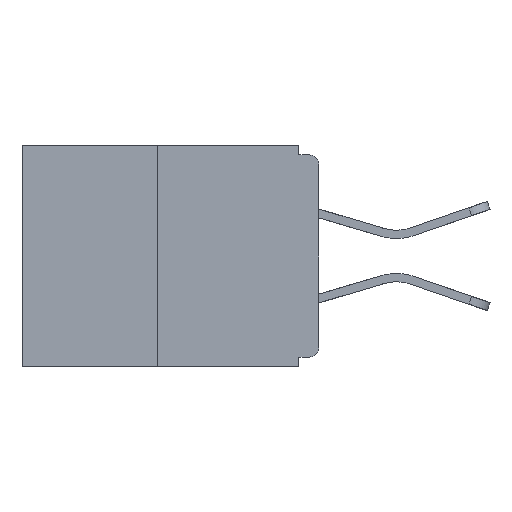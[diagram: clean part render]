
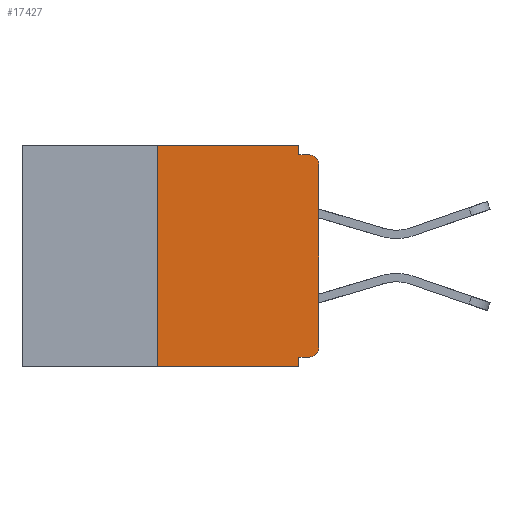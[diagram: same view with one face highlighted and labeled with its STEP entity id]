
A CAD part, left-side view. The second image highlights one B-rep face of the part: STEP entity #17427.
In plain terms, the highlighted planar face has unit normal (-1, 0, 0).
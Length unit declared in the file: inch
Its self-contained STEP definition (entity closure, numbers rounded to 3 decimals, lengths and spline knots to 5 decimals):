
#140 = LINE ( 'NONE', #4202, #22890 ) ;
#1458 = ORIENTED_EDGE ( 'NONE', *, *, #19092, .T. ) ;
#1482 = LINE ( 'NONE', #17740, #4864 ) ;
#1820 = DIRECTION ( 'NONE',  ( 0., 0., -1. ) ) ;
#1994 = VERTEX_POINT ( 'NONE', #15467 ) ;
#2088 = VECTOR ( 'NONE', #4632, 39.37008 ) ;
#2926 = VERTEX_POINT ( 'NONE', #6271 ) ;
#2992 = LINE ( 'NONE', #18869, #17565 ) ;
#3538 = DIRECTION ( 'NONE',  ( 0., 1., 0. ) ) ;
#3553 = DIRECTION ( 'NONE',  ( 1., 0., 0. ) ) ;
#3791 = LINE ( 'NONE', #19226, #2088 ) ;
#4080 = CARTESIAN_POINT ( 'NONE',  ( 0., 0.015, -0.328 ) ) ;
#4202 = CARTESIAN_POINT ( 'NONE',  ( 0., 0.46, -0.343 ) ) ;
#4443 = CARTESIAN_POINT ( 'NONE',  ( 0., 0.031, -0.343 ) ) ;
#4632 = DIRECTION ( 'NONE',  ( 0., 0., -1. ) ) ;
#4778 = EDGE_CURVE ( 'NONE', #7152, #10043, #12616, .T. ) ;
#4864 = VECTOR ( 'NONE', #8819, 39.37008 ) ;
#5200 = DIRECTION ( 'NONE',  ( -1., 0., 0. ) ) ;
#5351 = VERTEX_POINT ( 'NONE', #17962 ) ;
#5491 = DIRECTION ( 'NONE',  ( 0., 0., -1. ) ) ;
#5573 = LINE ( 'NONE', #7405, #6984 ) ;
#5695 = ORIENTED_EDGE ( 'NONE', *, *, #21616, .F. ) ;
#6191 = ORIENTED_EDGE ( 'NONE', *, *, #7548, .T. ) ;
#6271 = CARTESIAN_POINT ( 'NONE',  ( 0., 0.25, -0.343 ) ) ;
#6480 = VERTEX_POINT ( 'NONE', #4080 ) ;
#6583 = ORIENTED_EDGE ( 'NONE', *, *, #10209, .F. ) ;
#6869 = FACE_OUTER_BOUND ( 'NONE', #19680, .T. ) ;
#6984 = VECTOR ( 'NONE', #15473, 39.37008 ) ;
#7057 = LINE ( 'NONE', #10452, #20814 ) ;
#7152 = VERTEX_POINT ( 'NONE', #21477 ) ;
#7405 = CARTESIAN_POINT ( 'NONE',  ( 0., 0., 0. ) ) ;
#7548 = EDGE_CURVE ( 'NONE', #2926, #10893, #140, .T. ) ;
#7889 = DIRECTION ( 'NONE',  ( 0., -1., 0. ) ) ;
#8321 = CARTESIAN_POINT ( 'NONE',  ( 0., 0., -0.015 ) ) ;
#8455 = CIRCLE ( 'NONE', #10254, 0.015 ) ;
#8819 = DIRECTION ( 'NONE',  ( 0., -1., 0. ) ) ;
#8838 = CARTESIAN_POINT ( 'NONE',  ( 0., 0.015, -0.03 ) ) ;
#9257 = CARTESIAN_POINT ( 'NONE',  ( 0., 0., -0.313 ) ) ;
#9875 = ORIENTED_EDGE ( 'NONE', *, *, #4778, .T. ) ;
#10043 = VERTEX_POINT ( 'NONE', #18097 ) ;
#10104 = ORIENTED_EDGE ( 'NONE', *, *, #17937, .F. ) ;
#10209 = EDGE_CURVE ( 'NONE', #6480, #18270, #7057, .T. ) ;
#10236 = CARTESIAN_POINT ( 'NONE',  ( 0., 0.031, -0.015 ) ) ;
#10254 = AXIS2_PLACEMENT_3D ( 'NONE', #17830, #5200, #19329 ) ;
#10452 = CARTESIAN_POINT ( 'NONE',  ( 0., 0., -0.328 ) ) ;
#10772 = PLANE ( 'NONE',  #21795 ) ;
#10893 = VERTEX_POINT ( 'NONE', #4443 ) ;
#11802 = DIRECTION ( 'NONE',  ( 0., 0., 1. ) ) ;
#11834 = ORIENTED_EDGE ( 'NONE', *, *, #17291, .F. ) ;
#12009 = EDGE_CURVE ( 'NONE', #5351, #1994, #1482, .T. ) ;
#12285 = DIRECTION ( 'NONE',  ( -1., 0., 0. ) ) ;
#12616 = CIRCLE ( 'NONE', #19006, 0.015 ) ;
#12622 = ORIENTED_EDGE ( 'NONE', *, *, #12009, .F. ) ;
#13407 = LINE ( 'NONE', #15494, #17045 ) ;
#13589 = DIRECTION ( 'NONE',  ( 0., 0., -1. ) ) ;
#13777 = EDGE_CURVE ( 'NONE', #6480, #20466, #8455, .T. ) ;
#14458 = CARTESIAN_POINT ( 'NONE',  ( 0., 0.46, 0. ) ) ;
#15467 = CARTESIAN_POINT ( 'NONE',  ( 0., 0.031, 0. ) ) ;
#15473 = DIRECTION ( 'NONE',  ( 0., 0., 1. ) ) ;
#15494 = CARTESIAN_POINT ( 'NONE',  ( 0., 0.25, 0. ) ) ;
#17045 = VECTOR ( 'NONE', #11802, 39.37008 ) ;
#17178 = DIRECTION ( 'NONE',  ( 0., -1., 0. ) ) ;
#17291 = EDGE_CURVE ( 'NONE', #21026, #10043, #20652, .T. ) ;
#17427 = ADVANCED_FACE ( 'NONE', ( #6869 ), #10772, .F. ) ;
#17565 = VECTOR ( 'NONE', #13589, 39.37008 ) ;
#17740 = CARTESIAN_POINT ( 'NONE',  ( 0., 0.46, 0. ) ) ;
#17830 = CARTESIAN_POINT ( 'NONE',  ( 0., 0.015, -0.313 ) ) ;
#17937 = EDGE_CURVE ( 'NONE', #1994, #21026, #3791, .T. ) ;
#17962 = CARTESIAN_POINT ( 'NONE',  ( 0., 0.25, 0. ) ) ;
#18097 = CARTESIAN_POINT ( 'NONE',  ( 0., 0.015, -0.015 ) ) ;
#18270 = VERTEX_POINT ( 'NONE', #18359 ) ;
#18359 = CARTESIAN_POINT ( 'NONE',  ( 0., 0.031, -0.328 ) ) ;
#18869 = CARTESIAN_POINT ( 'NONE',  ( 0., 0.031, -0.343 ) ) ;
#19006 = AXIS2_PLACEMENT_3D ( 'NONE', #8838, #12285, #1820 ) ;
#19092 = EDGE_CURVE ( 'NONE', #20466, #7152, #5573, .T. ) ;
#19226 = CARTESIAN_POINT ( 'NONE',  ( 0., 0.031, 0. ) ) ;
#19234 = VECTOR ( 'NONE', #17178, 39.37008 ) ;
#19329 = DIRECTION ( 'NONE',  ( 0., 0., -1. ) ) ;
#19680 = EDGE_LOOP ( 'NONE', ( #12622, #23071, #6191, #5695, #6583, #22430, #1458, #9875, #11834, #10104 ) ) ;
#20320 = EDGE_CURVE ( 'NONE', #2926, #5351, #13407, .T. ) ;
#20466 = VERTEX_POINT ( 'NONE', #9257 ) ;
#20652 = LINE ( 'NONE', #8321, #19234 ) ;
#20814 = VECTOR ( 'NONE', #3538, 39.37008 ) ;
#21026 = VERTEX_POINT ( 'NONE', #10236 ) ;
#21477 = CARTESIAN_POINT ( 'NONE',  ( 0., 0., -0.03 ) ) ;
#21616 = EDGE_CURVE ( 'NONE', #18270, #10893, #2992, .T. ) ;
#21795 = AXIS2_PLACEMENT_3D ( 'NONE', #14458, #3553, #5491 ) ;
#22430 = ORIENTED_EDGE ( 'NONE', *, *, #13777, .T. ) ;
#22890 = VECTOR ( 'NONE', #7889, 39.37008 ) ;
#23071 = ORIENTED_EDGE ( 'NONE', *, *, #20320, .F. ) ;
